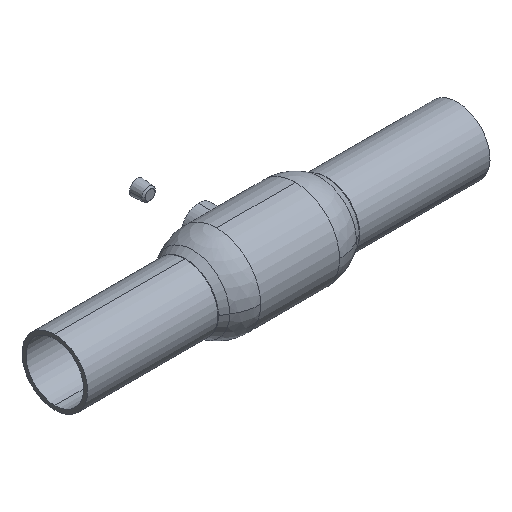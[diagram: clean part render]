
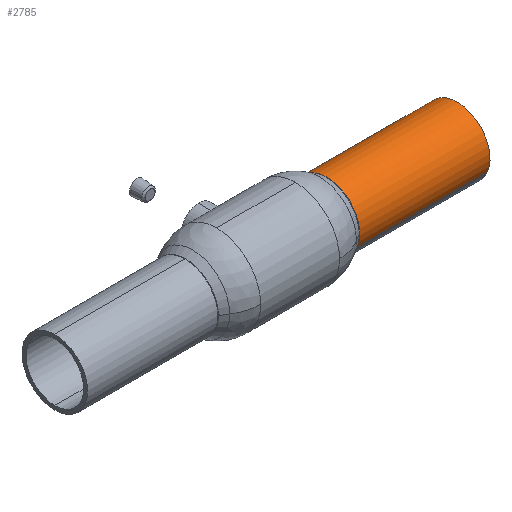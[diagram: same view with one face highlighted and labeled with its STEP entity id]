
A CAD part, isometric view. The second image highlights one B-rep face of the part: STEP entity #2785.
In plain terms, the highlighted cylindrical face has radius 21.2 mm (diameter 42.4 mm), a partial arc.
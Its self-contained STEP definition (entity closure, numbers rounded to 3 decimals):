
#1149 = CARTESIAN_POINT ( 'NONE',  ( 137.787, -19.594, -8.095 ) ) ;
#1155 = LINE ( 'NONE', #1149, #1316 ) ;
#1229 = CARTESIAN_POINT ( 'NONE',  ( 130.136, 19.594, 8.095 ) ) ;
#1231 = DIRECTION ( 'NONE',  ( 1., 0., 0. ) ) ;
#1232 = VECTOR ( 'NONE', #1231, 1000. ) ;
#1233 = CARTESIAN_POINT ( 'NONE',  ( 137.787, 19.594, 8.095 ) ) ;
#1234 = LINE ( 'NONE', #1233, #1232 ) ;
#1271 = DIRECTION ( 'NONE',  ( 0., -0.924, -0.382 ) ) ;
#1272 = DIRECTION ( 'NONE',  ( 1., 0., 0. ) ) ;
#1273 = CARTESIAN_POINT ( 'NONE',  ( 45.882, 0., 0. ) ) ;
#1274 = AXIS2_PLACEMENT_3D ( 'NONE', #1273, #1272, #1271 ) ;
#1275 = CIRCLE ( 'NONE', #1274, 21.2 ) ;
#1315 = DIRECTION ( 'NONE',  ( 1., 0., 0. ) ) ;
#1316 = VECTOR ( 'NONE', #1315, 1000. ) ;
#1336 = CARTESIAN_POINT ( 'NONE',  ( 45.882, -8.095, 19.594 ) ) ;
#1337 = CARTESIAN_POINT ( 'NONE',  ( 130.136, -19.594, -8.095 ) ) ;
#1378 = FACE_OUTER_BOUND ( 'NONE', #2670, .T. ) ;
#1379 = DIRECTION ( 'NONE',  ( 0., -0.924, -0.382 ) ) ;
#1380 = DIRECTION ( 'NONE',  ( 1., 0., 0. ) ) ;
#1381 = CARTESIAN_POINT ( 'NONE',  ( 130.136, 0., 0. ) ) ;
#1382 = AXIS2_PLACEMENT_3D ( 'NONE', #1381, #1380, #1379 ) ;
#1383 = CIRCLE ( 'NONE', #1382, 21.2 ) ;
#1385 = DIRECTION ( 'NONE',  ( 0., -0.924, -0.382 ) ) ;
#1413 = DIRECTION ( 'NONE',  ( 1., 0., 0. ) ) ;
#1414 = CARTESIAN_POINT ( 'NONE',  ( 45.882, 0., 0. ) ) ;
#1415 = AXIS2_PLACEMENT_3D ( 'NONE', #1414, #1413, #1385 ) ;
#1416 = CIRCLE ( 'NONE', #1415, 21.2 ) ;
#1451 = CYLINDRICAL_SURFACE ( 'NONE', #1452, 21.2 ) ;
#1452 = AXIS2_PLACEMENT_3D ( 'NONE', #1465, #1464, #1463 ) ;
#1463 = DIRECTION ( 'NONE',  ( 0., -0.924, -0.382 ) ) ;
#1464 = DIRECTION ( 'NONE',  ( 1., 0., 0. ) ) ;
#1465 = CARTESIAN_POINT ( 'NONE',  ( 137.787, 0., 0. ) ) ;
#1483 = CARTESIAN_POINT ( 'NONE',  ( 45.882, 19.594, 8.095 ) ) ;
#1492 = CARTESIAN_POINT ( 'NONE',  ( 45.882, -19.594, -8.095 ) ) ;
#2670 = EDGE_LOOP ( 'NONE', ( #2783, #2774, #2781, #2754, #2755 ) ) ;
#2710 = EDGE_CURVE ( 'NONE', #2766, #2715, #1234, .T. ) ;
#2715 = VERTEX_POINT ( 'NONE', #1229 ) ;
#2734 = EDGE_CURVE ( 'NONE', #2766, #2771, #1275, .T. ) ;
#2748 = EDGE_CURVE ( 'NONE', #2763, #2770, #1155, .T. ) ;
#2754 = ORIENTED_EDGE ( 'NONE', *, *, #2748, .T. ) ;
#2755 = ORIENTED_EDGE ( 'NONE', *, *, #2784, .F. ) ;
#2763 = VERTEX_POINT ( 'NONE', #1492 ) ;
#2766 = VERTEX_POINT ( 'NONE', #1483 ) ;
#2770 = VERTEX_POINT ( 'NONE', #1337 ) ;
#2771 = VERTEX_POINT ( 'NONE', #1336 ) ;
#2774 = ORIENTED_EDGE ( 'NONE', *, *, #2734, .T. ) ;
#2781 = ORIENTED_EDGE ( 'NONE', *, *, #2782, .T. ) ;
#2782 = EDGE_CURVE ( 'NONE', #2771, #2763, #1416, .T. ) ;
#2783 = ORIENTED_EDGE ( 'NONE', *, *, #2710, .F. ) ;
#2784 = EDGE_CURVE ( 'NONE', #2715, #2770, #1383, .T. ) ;
#2785 = ADVANCED_FACE ( 'NONE', ( #1378 ), #1451, .T. ) ;
